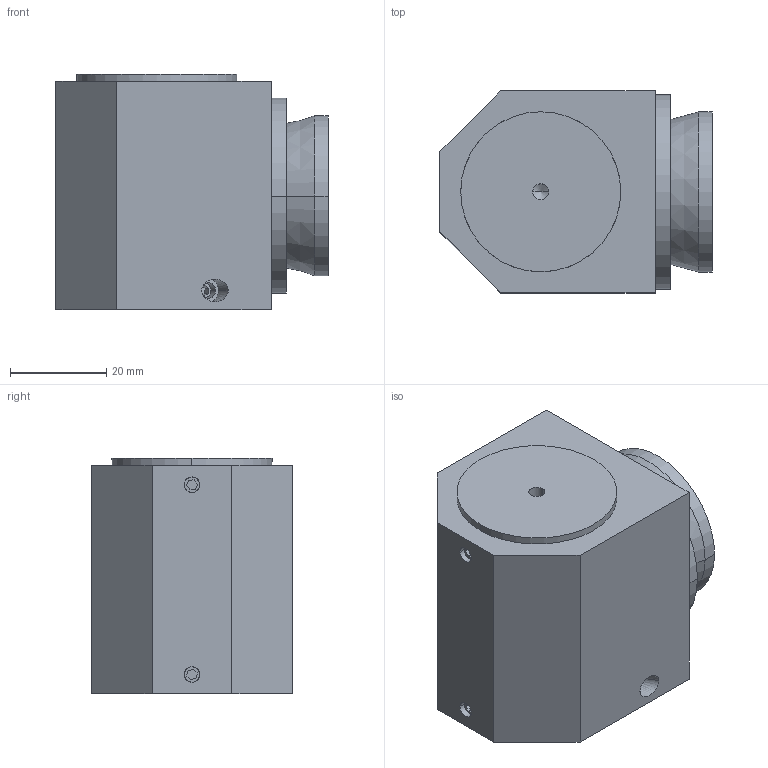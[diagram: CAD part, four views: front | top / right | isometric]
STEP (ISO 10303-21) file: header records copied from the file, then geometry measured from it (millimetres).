
FILE_DESCRIPTION((''),'2;1');
FILE_NAME('6080_0.stp','2005-04-12T15:16:41',('PODLENA'),(''),'Autodesk Inventor 9','Autodesk Inventor 9','');
FILE_SCHEMA(('AUTOMOTIVE_DESIGN { 1 0 10303 214 1 1 1 1 }'));
Length unit declared in the file: inch
Products named in the file (6): Assembly2; 6080_0; 6084; 6085; 6082; 7004
Assembly tree (8 placements, depth 3):
  Assembly2
    6080_0
      6084
      6085
      6082
      7004  x4
Bounding box: 56.69 x 42.01 x 49.15 mm (x, y, z)
Volume: 55372.7 mm3; surface area: 23375.1 mm2
Topology: 7 solids, 7 shells, 117 faces, 271 edges, 174 vertices
Faces by surface type: plane 51, cylinder 28, bspline 16, cone 14, sphere 8
Entity records: 2728 total; most frequent: CARTESIAN_POINT 814, DIRECTION 382, ORIENTED_EDGE 352, EDGE_CURVE 176, AXIS2_PLACEMENT_3D 148, VERTEX_POINT 114, EDGE_LOOP 94, VECTOR 86
